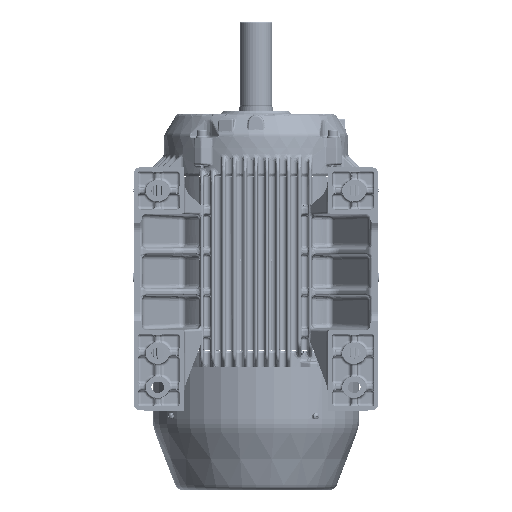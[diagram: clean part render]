
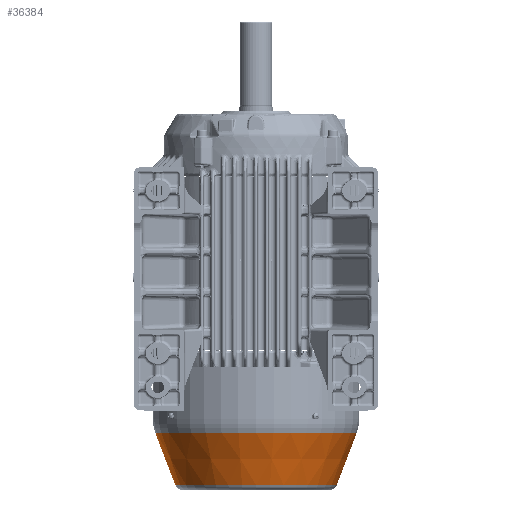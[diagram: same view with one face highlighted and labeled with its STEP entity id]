
A CAD part, front view. The second image highlights one B-rep face of the part: STEP entity #36384.
In plain terms, the highlighted conical face has half-angle 21 degrees and reference radius 104.336 mm.
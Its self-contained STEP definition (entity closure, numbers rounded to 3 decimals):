
#10559=CONICAL_SURFACE('',#122780,104.336,21.);
#36384=ADVANCED_FACE('',(#38752,#38753),#10559,.T.);
#38752=FACE_BOUND('',#44525,.T.);
#38753=FACE_BOUND('',#44526,.T.);
#44525=EDGE_LOOP('',(#71614));
#44526=EDGE_LOOP('',(#71615));
#71614=ORIENTED_EDGE('',*,*,#104094,.F.);
#71615=ORIENTED_EDGE('',*,*,#104093,.T.);
#87494=VERTEX_POINT('',#275848);
#87495=VERTEX_POINT('',#275851);
#104093=EDGE_CURVE('',#87494,#87494,#112647,.T.);
#104094=EDGE_CURVE('',#87495,#87495,#112648,.T.);
#112647=CIRCLE('',#122777,104.336);
#112648=CIRCLE('',#122779,130.179);
#122777=AXIS2_PLACEMENT_3D('',#275847,#146633,#146634);
#122779=AXIS2_PLACEMENT_3D('',#275850,#146637,#146638);
#122780=AXIS2_PLACEMENT_3D('',#275852,#146639,#146640);
#146633=DIRECTION('',(0.,0.,1.));
#146634=DIRECTION('',(1.,0.,0.));
#146637=DIRECTION('',(0.,0.,1.));
#146638=DIRECTION('',(1.,0.,0.));
#146639=DIRECTION('',(0.,0.,1.));
#146640=DIRECTION('',(1.,0.,0.));
#275847=CARTESIAN_POINT('',(0.,0.,-488.584));
#275848=CARTESIAN_POINT('',(104.336,0.,-488.584));
#275850=CARTESIAN_POINT('',(0.,0.,-421.26));
#275851=CARTESIAN_POINT('',(130.179,0.,-421.26));
#275852=CARTESIAN_POINT('',(0.,0.,-488.584));
